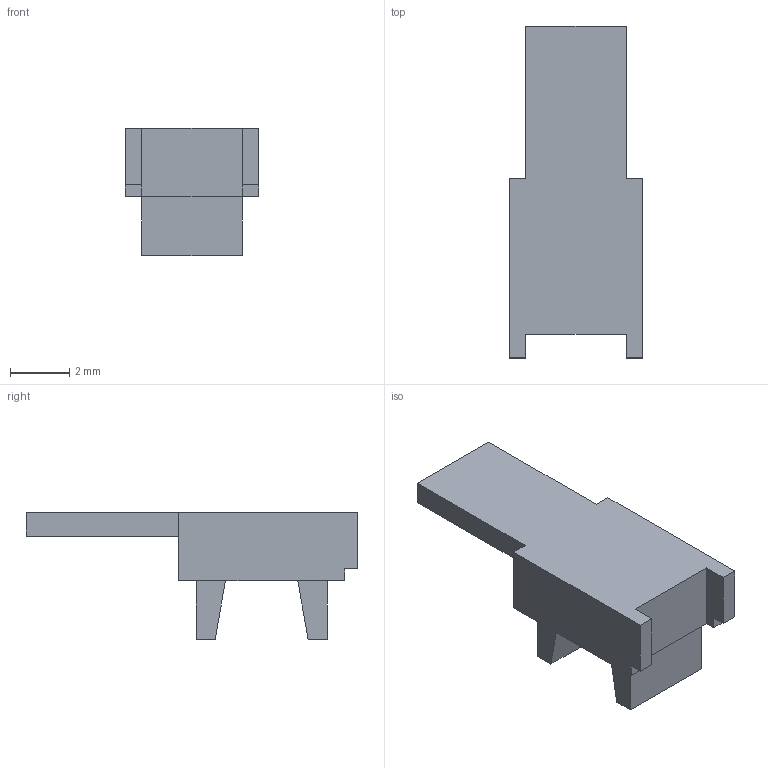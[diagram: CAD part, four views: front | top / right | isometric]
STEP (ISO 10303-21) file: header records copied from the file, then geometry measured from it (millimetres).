
FILE_DESCRIPTION(('CATIA V5R19 STEP'),'2;1');
FILE_NAME ('D1453342_0_1610000000_1610000000.stp','2014-12-09T08:32:02+00:00',('none'),('Weidmueller'),'CATIA Version 5 Release 20 SP 5 (IN-10)','CATIA V5 STEP AP214','none');
FILE_SCHEMA(('AUTOMOTIVE_DESIGN { 1 0 10303 214 1 1 1 1 }'));
Length unit declared in the file: millimetre
Products named in the file (1): ZS 10/5
Bounding box: 4.5 x 11.2 x 4.29 mm (x, y, z)
Volume: 81.3 mm3; surface area: 175.1 mm2
Topology: 1 solids, 1 shells, 28 faces, 72 edges, 48 vertices
Faces by surface type: plane 28
Entity records: 809 total; most frequent: ORIENTED_EDGE 144, CARTESIAN_POINT 139, DIRECTION 108, VECTOR 72, EDGE_CURVE 72, LINE 72, VERTEX_POINT 48, EDGE_LOOP 30
